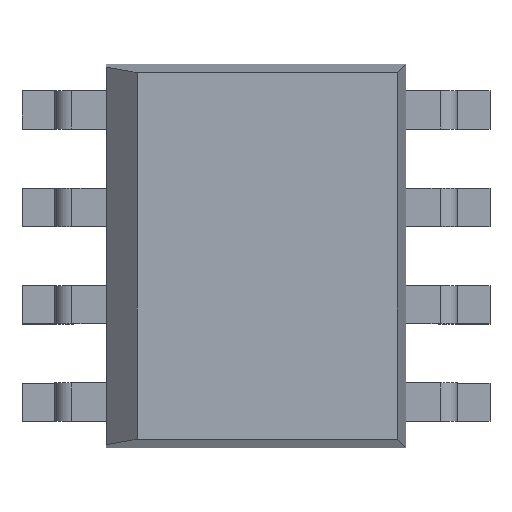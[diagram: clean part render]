
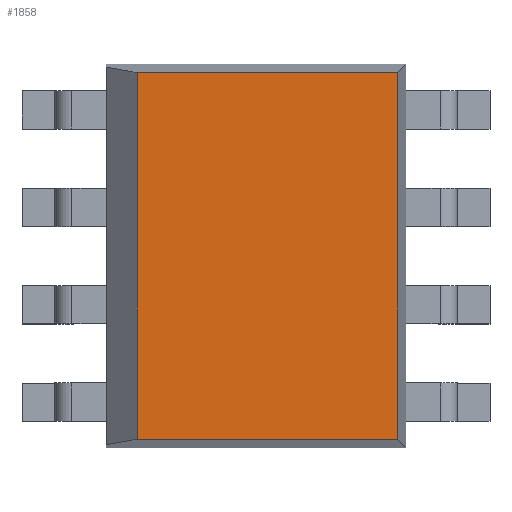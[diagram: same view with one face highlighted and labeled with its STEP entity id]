
A CAD part, top view. The second image highlights one B-rep face of the part: STEP entity #1858.
In plain terms, the highlighted planar face has unit normal (0, 0, 1).
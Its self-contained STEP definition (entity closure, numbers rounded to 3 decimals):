
#80=FACE_OUTER_BOUND('',#190,.T.);
#190=EDGE_LOOP('',(#1227,#1228,#1229,#1230));
#302=LINE('',#2664,#540);
#303=LINE('',#2667,#541);
#304=LINE('',#2669,#542);
#305=LINE('',#2670,#543);
#540=VECTOR('',#2138,10.);
#541=VECTOR('',#2141,10.);
#542=VECTOR('',#2142,10.);
#543=VECTOR('',#2143,10.);
#775=VERTEX_POINT('',#2657);
#778=VERTEX_POINT('',#2662);
#779=VERTEX_POINT('',#2666);
#780=VERTEX_POINT('',#2668);
#956=EDGE_CURVE('',#778,#775,#302,.T.);
#957=EDGE_CURVE('',#779,#778,#303,.T.);
#958=EDGE_CURVE('',#780,#779,#304,.T.);
#959=EDGE_CURVE('',#775,#780,#305,.T.);
#1227=ORIENTED_EDGE('',*,*,#956,.F.);
#1228=ORIENTED_EDGE('',*,*,#957,.F.);
#1229=ORIENTED_EDGE('',*,*,#958,.F.);
#1230=ORIENTED_EDGE('',*,*,#959,.F.);
#1764=PLANE('',#1990);
#1858=ADVANCED_FACE('',(#80),#1764,.T.);
#1990=AXIS2_PLACEMENT_3D('',#2665,#2139,#2140);
#2138=DIRECTION('',(0.,1.,0.));
#2139=DIRECTION('center_axis',(0.,0.,1.));
#2140=DIRECTION('ref_axis',(0.,-1.,0.));
#2141=DIRECTION('',(-1.,0.,0.));
#2142=DIRECTION('',(0.,-1.,0.));
#2143=DIRECTION('',(1.,0.,0.));
#2657=CARTESIAN_POINT('',(-1.55,2.39,1.75));
#2662=CARTESIAN_POINT('',(-1.55,-2.39,1.75));
#2664=CARTESIAN_POINT('',(-1.55,1.25,1.75));
#2665=CARTESIAN_POINT('Origin',(0.,2.5,1.75));
#2666=CARTESIAN_POINT('',(1.84,-2.39,1.75));
#2667=CARTESIAN_POINT('',(0.,-2.39,1.75));
#2668=CARTESIAN_POINT('',(1.84,2.39,1.75));
#2669=CARTESIAN_POINT('',(1.84,1.25,1.75));
#2670=CARTESIAN_POINT('',(0.,2.39,1.75));
